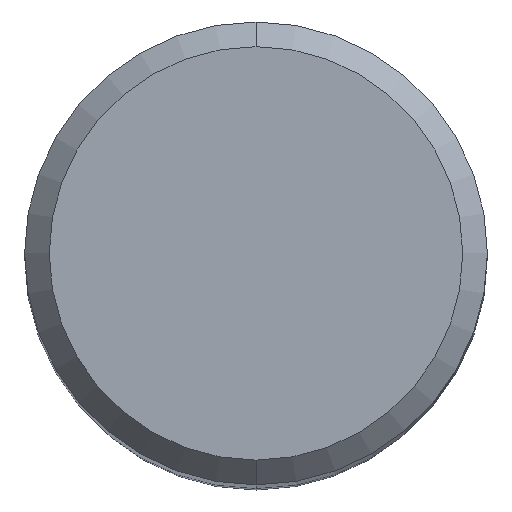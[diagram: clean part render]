
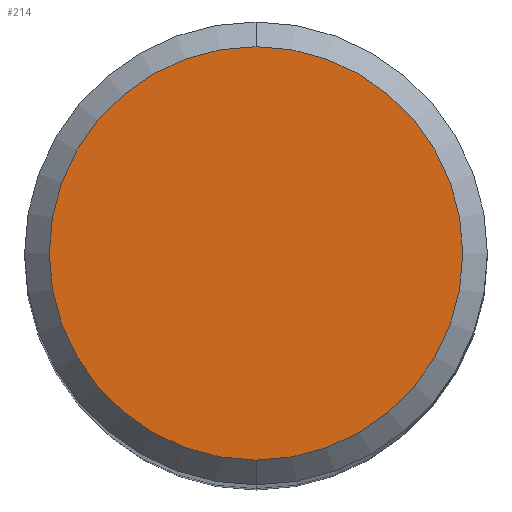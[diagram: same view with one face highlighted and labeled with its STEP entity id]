
A CAD part, top view. The second image highlights one B-rep face of the part: STEP entity #214.
In plain terms, the highlighted planar face has unit normal (0, 0, 1).
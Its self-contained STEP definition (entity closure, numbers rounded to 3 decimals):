
#174=VERTEX_POINT('',#475);
#194=EDGE_CURVE('',#314,#174,#498,.T.);
#214=ADVANCED_FACE('',(#522),#523,.T.);
#276=EDGE_CURVE('',#174,#314,#592,.T.);
#314=VERTEX_POINT('',#636);
#475=CARTESIAN_POINT('',(0.,-6.7,0.0));
#498=CIRCLE('',#825,6.7);
#522=FACE_OUTER_BOUND('',#878,.T.);
#523=PLANE('',#879);
#592=CIRCLE('',#1029,6.7);
#636=CARTESIAN_POINT('',(0.0,6.7,0.0));
#825=AXIS2_PLACEMENT_3D('',#1509,#1510,#1511);
#878=EDGE_LOOP('',(#1559,#1560));
#879=AXIS2_PLACEMENT_3D('',#1561,#1562,#1563);
#1029=AXIS2_PLACEMENT_3D('',#1644,#1645,#1646);
#1509=CARTESIAN_POINT('',(0.0,0.0,0.0));
#1510=DIRECTION('',(0.0,0.0,-1.0));
#1511=DIRECTION('',(0.0,1.0,0.0));
#1559=ORIENTED_EDGE('',*,*,#194,.F.);
#1560=ORIENTED_EDGE('',*,*,#276,.F.);
#1561=CARTESIAN_POINT('',(0.0,3.35,0.0));
#1562=DIRECTION('',(-0.0,0.0,1.0));
#1563=DIRECTION('',(0.0,-1.0,0.0));
#1644=CARTESIAN_POINT('',(0.0,0.0,0.0));
#1645=DIRECTION('',(0.0,0.0,-1.0));
#1646=DIRECTION('',(0.0,1.0,0.0));
